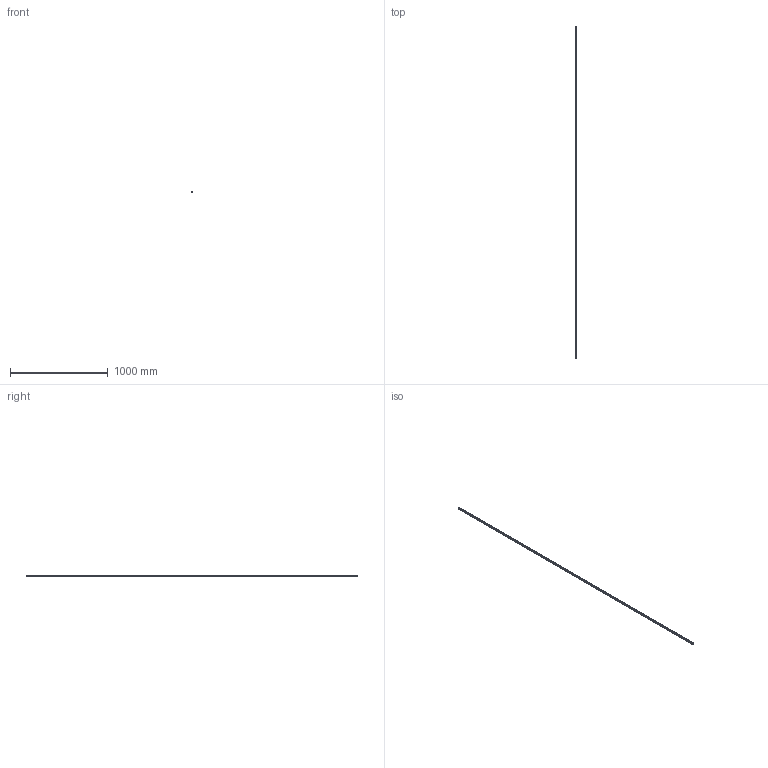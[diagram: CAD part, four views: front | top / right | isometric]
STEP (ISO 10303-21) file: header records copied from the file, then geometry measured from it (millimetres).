
FILE_DESCRIPTION(('STEP AP214'),'1');
FILE_NAME('cctmp_2E74481D-2C09-4810-8741-773F850750A0_2020_6_9_15_25_23_762..stp','2020-06-09T13:25:24',('HIWIN GmbH'),('CADClick - www.CADClick.com'),'Spatial InterOp 3D',' ','unknown authorization');
FILE_SCHEMA(('AUTOMOTIVE_DESIGN'));
Length unit declared in the file: millimetre
Products named in the file (1): HGR15R3390H_FILE
Bounding box: 15 x 3390 x 15 mm (x, y, z)
Volume: 622669.1 mm3; surface area: 225783.4 mm2
Topology: 1 solids, 1 shells, 628 faces, 1353 edges, 902 vertices
Faces by surface type: cylinder 368, plane 260
Entity records: 22441 total; most frequent: DIRECTION 3347, CARTESIAN_POINT 2884, ORIENTED_EDGE 2706, AXIS2_PLACEMENT_3D 1365, EDGE_CURVE 1353, VERTEX_POINT 902, EDGE_LOOP 803, CIRCLE 736
